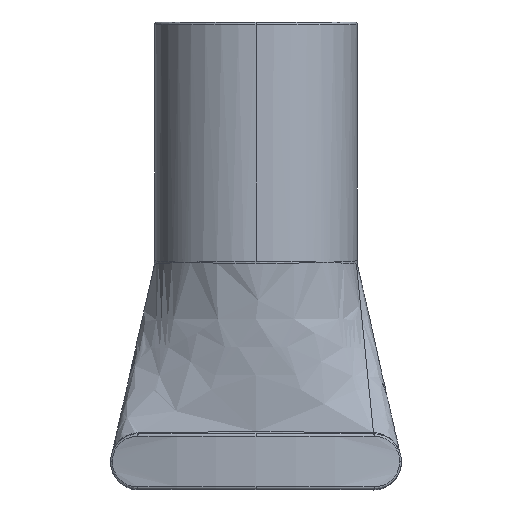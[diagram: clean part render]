
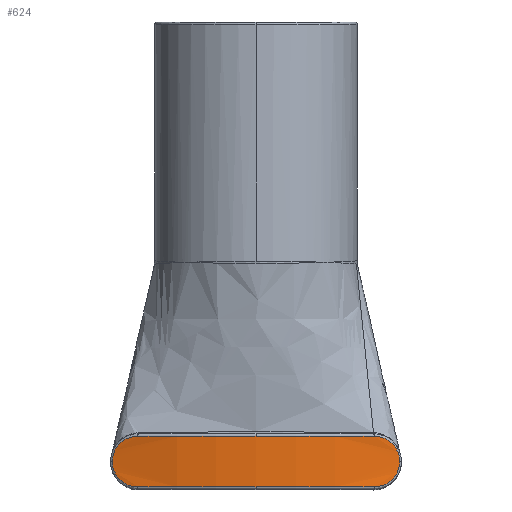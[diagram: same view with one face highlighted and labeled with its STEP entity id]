
A CAD part, top view. The second image highlights one B-rep face of the part: STEP entity #624.
In plain terms, the highlighted cylindrical face has radius 18.241 mm (diameter 36.481 mm), a partial arc.
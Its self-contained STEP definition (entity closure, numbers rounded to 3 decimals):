
#37 = CARTESIAN_POINT ( 'NONE',  ( 5.473, 0.477, 5.46 ) ) ;
#49 = CARTESIAN_POINT ( 'NONE',  ( 0., 0.1, -11.941 ) ) ;
#50 = ORIENTED_EDGE ( 'NONE', *, *, #2456, .T. ) ;
#70 = ORIENTED_EDGE ( 'NONE', *, *, #1847, .T. ) ;
#112 = CIRCLE ( 'NONE', #1291, 18.241 ) ;
#139 = CARTESIAN_POINT ( 'NONE',  ( -5.175, 0.222, 5.551 ) ) ;
#158 = VERTEX_POINT ( 'NONE', #2869 ) ;
#222 = CARTESIAN_POINT ( 'NONE',  ( 5.681, 0.965, 5.393 ) ) ;
#259 = AXIS2_PLACEMENT_3D ( 'NONE', #1821, #2818, #2562 ) ;
#292 = CARTESIAN_POINT ( 'NONE',  ( 5.681, 1.1, 5.393 ) ) ;
#328 = CARTESIAN_POINT ( 'NONE',  ( 4.806, 2.1, 5.656 ) ) ;
#340 = CARTESIAN_POINT ( 'NONE',  ( 5.175, 1.978, 5.551 ) ) ;
#367 = CARTESIAN_POINT ( 'NONE',  ( 5.681, 1.1, 5.393 ) ) ;
#379 = EDGE_LOOP ( 'NONE', ( #507, #2872, #50, #1170, #2931, #70, #1498, #1932 ) ) ;
#445 = DIRECTION ( 'NONE',  ( 0., 0., 1. ) ) ;
#455 = CARTESIAN_POINT ( 'NONE',  ( 5.653, 0.832, 5.402 ) ) ;
#465 = B_SPLINE_CURVE_WITH_KNOTS ( 'NONE', 3,
 ( #488, #3207, #2746, #473, #2486, #37, #1269, #455, #222, #292 ),
 .UNSPECIFIED., .F., .F.,
 ( 4, 2, 2, 2, 4 ),
 ( 0., 0., 0.001, 0.001, 0.002 ),
 .UNSPECIFIED. ) ;
#473 = CARTESIAN_POINT ( 'NONE',  ( 5.175, 0.222, 5.551 ) ) ;
#488 = CARTESIAN_POINT ( 'NONE',  ( 4.676, 0.1, 5.691 ) ) ;
#490 = CARTESIAN_POINT ( 'NONE',  ( -4.676, 2.1, 5.691 ) ) ;
#507 = ORIENTED_EDGE ( 'NONE', *, *, #3093, .T. ) ;
#532 = CARTESIAN_POINT ( 'NONE',  ( -5.681, 1.235, 5.393 ) ) ;
#562 = CARTESIAN_POINT ( 'NONE',  ( 5.549, 1.613, 5.436 ) ) ;
#598 = CARTESIAN_POINT ( 'NONE',  ( -5.681, 1.1, 5.393 ) ) ;
#604 = VERTEX_POINT ( 'NONE', #1060 ) ;
#612 = CARTESIAN_POINT ( 'NONE',  ( -5.473, 0.476, 5.46 ) ) ;
#624 = ADVANCED_FACE ( 'NONE', ( #846 ), #3063, .T. ) ;
#683 = EDGE_CURVE ( 'NONE', #3120, #2356, #112, .T. ) ;
#707 = CIRCLE ( 'NONE', #971, 18.241 ) ;
#711 = CARTESIAN_POINT ( 'NONE',  ( 0., 0.1, -11.941 ) ) ;
#748 = CARTESIAN_POINT ( 'NONE',  ( -5.549, 1.612, 5.435 ) ) ;
#785 = CARTESIAN_POINT ( 'NONE',  ( 5.681, 1.1, 5.393 ) ) ;
#809 = EDGE_CURVE ( 'NONE', #3157, #1913, #465, .T. ) ;
#841 = B_SPLINE_CURVE_WITH_KNOTS ( 'NONE', 3,
 ( #490, #1231, #2241, #984, #2001, #2991, #748, #1759, #532, #2748 ),
 .UNSPECIFIED., .F., .F.,
 ( 4, 2, 2, 2, 4 ),
 ( 0., 0., 0.001, 0.001, 0.002 ),
 .UNSPECIFIED. ) ;
#846 = FACE_OUTER_BOUND ( 'NONE', #379, .T. ) ;
#888 = DIRECTION ( 'NONE',  ( 0., -1., 0. ) ) ;
#933 = DIRECTION ( 'NONE',  ( 0., 0., 1. ) ) ;
#971 = AXIS2_PLACEMENT_3D ( 'NONE', #1716, #2933, #2520 ) ;
#984 = CARTESIAN_POINT ( 'NONE',  ( -5.175, 1.978, 5.551 ) ) ;
#1001 = CARTESIAN_POINT ( 'NONE',  ( -4.676, 2.1, 5.691 ) ) ;
#1032 = CARTESIAN_POINT ( 'NONE',  ( -4.676, 0.1, 5.691 ) ) ;
#1060 = CARTESIAN_POINT ( 'NONE',  ( -5.681, 1.1, 5.393 ) ) ;
#1078 = CARTESIAN_POINT ( 'NONE',  ( 4.676, 2.1, 5.691 ) ) ;
#1170 = ORIENTED_EDGE ( 'NONE', *, *, #2929, .T. ) ;
#1212 = DIRECTION ( 'NONE',  ( 0., 1., 0. ) ) ;
#1231 = CARTESIAN_POINT ( 'NONE',  ( -4.806, 2.1, 5.656 ) ) ;
#1234 = CIRCLE ( 'NONE', #1451, 18.241 ) ;
#1267 = EDGE_CURVE ( 'NONE', #2662, #158, #1977, .T. ) ;
#1269 = CARTESIAN_POINT ( 'NONE',  ( 5.549, 0.588, 5.435 ) ) ;
#1291 = AXIS2_PLACEMENT_3D ( 'NONE', #3142, #888, #933 ) ;
#1294 = DIRECTION ( 'NONE',  ( 0., 0., 1. ) ) ;
#1335 = CARTESIAN_POINT ( 'NONE',  ( 5.653, 1.369, 5.402 ) ) ;
#1357 = CARTESIAN_POINT ( 'NONE',  ( -4.934, 0.125, 5.62 ) ) ;
#1376 = VERTEX_POINT ( 'NONE', #2373 ) ;
#1451 = AXIS2_PLACEMENT_3D ( 'NONE', #49, #1627, #445 ) ;
#1495 = CARTESIAN_POINT ( 'NONE',  ( 0., 2.1, 6.3 ) ) ;
#1498 = ORIENTED_EDGE ( 'NONE', *, *, #809, .T. ) ;
#1585 = CARTESIAN_POINT ( 'NONE',  ( -5.653, 0.831, 5.402 ) ) ;
#1599 = CARTESIAN_POINT ( 'NONE',  ( -5.549, 0.587, 5.436 ) ) ;
#1627 = DIRECTION ( 'NONE',  ( 0., 1., 0. ) ) ;
#1705 = EDGE_CURVE ( 'NONE', #1913, #1376, #3028, .T. ) ;
#1716 = CARTESIAN_POINT ( 'NONE',  ( 0., 2.1, -11.941 ) ) ;
#1759 = CARTESIAN_POINT ( 'NONE',  ( -5.653, 1.368, 5.402 ) ) ;
#1821 = CARTESIAN_POINT ( 'NONE',  ( 0., 2.2, -11.941 ) ) ;
#1828 = CARTESIAN_POINT ( 'NONE',  ( -5.681, 0.965, 5.393 ) ) ;
#1847 = EDGE_CURVE ( 'NONE', #158, #3157, #1234, .T. ) ;
#1864 = B_SPLINE_CURVE_WITH_KNOTS ( 'NONE', 3,
 ( #598, #1828, #1585, #1599, #612, #2854, #139, #1357, #3101, #2612 ),
 .UNSPECIFIED., .F., .F.,
 ( 4, 2, 2, 2, 4 ),
 ( 0., 0., 0.001, 0.001, 0.002 ),
 .UNSPECIFIED. ) ;
#1913 = VERTEX_POINT ( 'NONE', #785 ) ;
#1932 = ORIENTED_EDGE ( 'NONE', *, *, #1705, .T. ) ;
#1977 = CIRCLE ( 'NONE', #2813, 18.241 ) ;
#2001 = CARTESIAN_POINT ( 'NONE',  ( -5.286, 1.905, 5.518 ) ) ;
#2051 = CARTESIAN_POINT ( 'NONE',  ( 5.285, 1.906, 5.518 ) ) ;
#2241 = CARTESIAN_POINT ( 'NONE',  ( -4.936, 2.074, 5.62 ) ) ;
#2356 = VERTEX_POINT ( 'NONE', #1001 ) ;
#2373 = CARTESIAN_POINT ( 'NONE',  ( 4.676, 2.1, 5.691 ) ) ;
#2456 = EDGE_CURVE ( 'NONE', #2356, #604, #841, .T. ) ;
#2486 = CARTESIAN_POINT ( 'NONE',  ( 5.286, 0.295, 5.518 ) ) ;
#2520 = DIRECTION ( 'NONE',  ( 0., 0., 1. ) ) ;
#2542 = CARTESIAN_POINT ( 'NONE',  ( 4.934, 2.075, 5.62 ) ) ;
#2556 = CARTESIAN_POINT ( 'NONE',  ( 4.676, 0.1, 5.691 ) ) ;
#2560 = CARTESIAN_POINT ( 'NONE',  ( 5.473, 1.724, 5.46 ) ) ;
#2562 = DIRECTION ( 'NONE',  ( 0., 0., -1. ) ) ;
#2576 = CARTESIAN_POINT ( 'NONE',  ( 5.681, 1.235, 5.393 ) ) ;
#2612 = CARTESIAN_POINT ( 'NONE',  ( -4.676, 0.1, 5.691 ) ) ;
#2662 = VERTEX_POINT ( 'NONE', #1032 ) ;
#2746 = CARTESIAN_POINT ( 'NONE',  ( 4.936, 0.126, 5.62 ) ) ;
#2748 = CARTESIAN_POINT ( 'NONE',  ( -5.681, 1.1, 5.393 ) ) ;
#2813 = AXIS2_PLACEMENT_3D ( 'NONE', #711, #1212, #1294 ) ;
#2818 = DIRECTION ( 'NONE',  ( 0., -1., 0. ) ) ;
#2854 = CARTESIAN_POINT ( 'NONE',  ( -5.285, 0.294, 5.518 ) ) ;
#2869 = CARTESIAN_POINT ( 'NONE',  ( 0., 0.1, 6.3 ) ) ;
#2872 = ORIENTED_EDGE ( 'NONE', *, *, #683, .T. ) ;
#2929 = EDGE_CURVE ( 'NONE', #604, #2662, #1864, .T. ) ;
#2931 = ORIENTED_EDGE ( 'NONE', *, *, #1267, .T. ) ;
#2933 = DIRECTION ( 'NONE',  ( 0., -1., 0. ) ) ;
#2991 = CARTESIAN_POINT ( 'NONE',  ( -5.473, 1.723, 5.46 ) ) ;
#3028 = B_SPLINE_CURVE_WITH_KNOTS ( 'NONE', 3,
 ( #367, #2576, #1335, #562, #2560, #2051, #340, #2542, #328, #1078 ),
 .UNSPECIFIED., .F., .F.,
 ( 4, 2, 2, 2, 4 ),
 ( 0., 0., 0.001, 0.001, 0.002 ),
 .UNSPECIFIED. ) ;
#3063 = CYLINDRICAL_SURFACE ( 'NONE', #259, 18.241 ) ;
#3093 = EDGE_CURVE ( 'NONE', #1376, #3120, #707, .T. ) ;
#3101 = CARTESIAN_POINT ( 'NONE',  ( -4.806, 0.1, 5.656 ) ) ;
#3120 = VERTEX_POINT ( 'NONE', #1495 ) ;
#3142 = CARTESIAN_POINT ( 'NONE',  ( 0., 2.1, -11.941 ) ) ;
#3157 = VERTEX_POINT ( 'NONE', #2556 ) ;
#3207 = CARTESIAN_POINT ( 'NONE',  ( 4.806, 0.1, 5.656 ) ) ;
